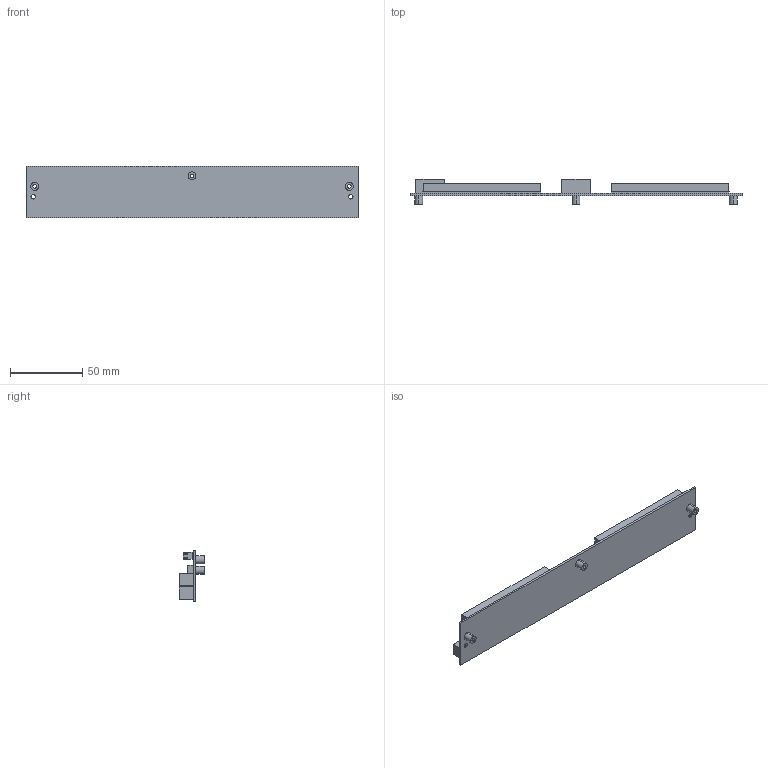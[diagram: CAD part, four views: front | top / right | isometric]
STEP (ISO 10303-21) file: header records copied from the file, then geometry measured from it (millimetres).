
FILE_DESCRIPTION (( 'STEP AP214' ), '1' );
FILE_NAME ('INGUN_108711.STEP', '2021-03-25T14:27:30', ( '' ), ( '' ), 'SwSTEP 2.0', 'SolidWorks 2018', '' );
FILE_SCHEMA (( 'AUTOMOTIVE_DESIGN' ));
Length unit declared in the file: millimetre
Products named in the file (1): INGUN_108711
Bounding box: 230 x 17.4 x 35.8 mm (x, y, z)
Volume: 20024.4 mm3; surface area: 24029.8 mm2
Topology: 2 solids, 2 shells, 817 faces, 1968 edges, 1312 vertices
Faces by surface type: plane 801, cylinder 16
Entity records: 32234 total; most frequent: CARTESIAN_POINT 4098, ORIENTED_EDGE 3936, DIRECTION 3636, EDGE_CURVE 1968, LINE 1936, VECTOR 1936, VERTEX_POINT 1312, EDGE_LOOP 984
